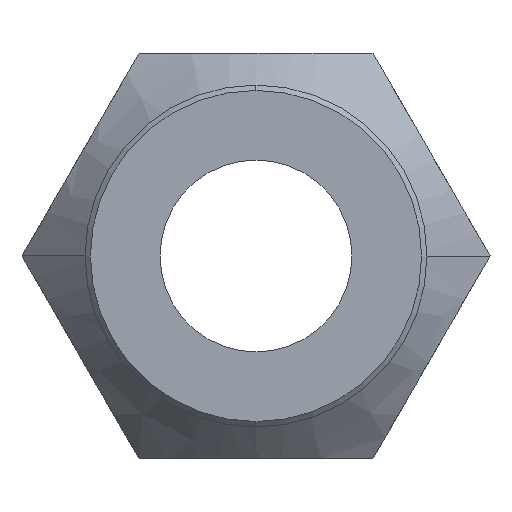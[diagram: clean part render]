
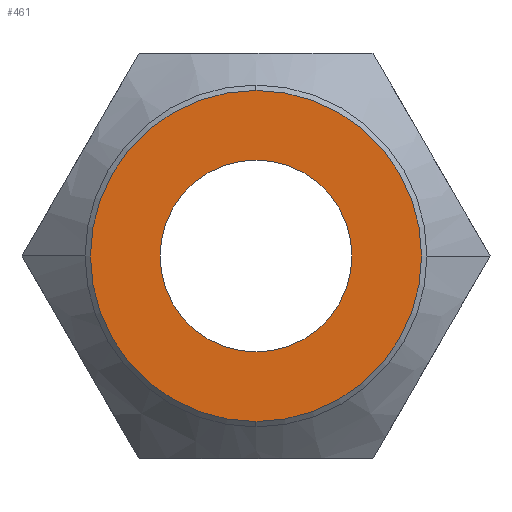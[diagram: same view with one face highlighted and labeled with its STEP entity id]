
A CAD part, front view. The second image highlights one B-rep face of the part: STEP entity #461.
In plain terms, the highlighted planar face has unit normal (0, -1, 0).
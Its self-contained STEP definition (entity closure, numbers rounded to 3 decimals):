
#108 = EDGE_CURVE ( 'NONE', #1203, #835, #317, .T. ) ;
#181 = CARTESIAN_POINT ( 'NONE',  ( 0., -21.8, 0. ) ) ;
#197 = CIRCLE ( 'NONE', #771, 4.5 ) ;
#223 = CARTESIAN_POINT ( 'NONE',  ( 0., -21.8, 7.763 ) ) ;
#317 = CIRCLE ( 'NONE', #1489, 7.763 ) ;
#330 = EDGE_CURVE ( 'NONE', #809, #407, #197, .T. ) ;
#367 = DIRECTION ( 'NONE',  ( 0., 1., 0. ) ) ;
#407 = VERTEX_POINT ( 'NONE', #1119 ) ;
#419 = ORIENTED_EDGE ( 'NONE', *, *, #1296, .T. ) ;
#455 = ORIENTED_EDGE ( 'NONE', *, *, #1361, .T. ) ;
#461 = ADVANCED_FACE ( 'NONE', ( #735, #564 ), #1312, .T. ) ;
#473 = CARTESIAN_POINT ( 'NONE',  ( 0., -21.8, 0. ) ) ;
#490 = CARTESIAN_POINT ( 'NONE',  ( -8.013, -21.8, 0. ) ) ;
#559 = CIRCLE ( 'NONE', #1218, 4.5 ) ;
#564 = FACE_OUTER_BOUND ( 'NONE', #786, .T. ) ;
#682 = DIRECTION ( 'NONE',  ( 0., -1., 0. ) ) ;
#735 = FACE_BOUND ( 'NONE', #1182, .T. ) ;
#755 = DIRECTION ( 'NONE',  ( 0., 0., -1. ) ) ;
#770 = CARTESIAN_POINT ( 'NONE',  ( 0., -21.8, -4.5 ) ) ;
#771 = AXIS2_PLACEMENT_3D ( 'NONE', #181, #1667, #823 ) ;
#786 = EDGE_LOOP ( 'NONE', ( #455, #1195 ) ) ;
#809 = VERTEX_POINT ( 'NONE', #770 ) ;
#823 = DIRECTION ( 'NONE',  ( 0., 0., 1. ) ) ;
#824 = DIRECTION ( 'NONE',  ( 0., 0., -1. ) ) ;
#835 = VERTEX_POINT ( 'NONE', #223 ) ;
#1100 = AXIS2_PLACEMENT_3D ( 'NONE', #490, #1442, #755 ) ;
#1119 = CARTESIAN_POINT ( 'NONE',  ( 0., -21.8, 4.5 ) ) ;
#1121 = ORIENTED_EDGE ( 'NONE', *, *, #330, .T. ) ;
#1182 = EDGE_LOOP ( 'NONE', ( #419, #1121 ) ) ;
#1186 = CARTESIAN_POINT ( 'NONE',  ( 0., -21.8, 0. ) ) ;
#1195 = ORIENTED_EDGE ( 'NONE', *, *, #108, .T. ) ;
#1203 = VERTEX_POINT ( 'NONE', #1680 ) ;
#1218 = AXIS2_PLACEMENT_3D ( 'NONE', #1186, #367, #1339 ) ;
#1296 = EDGE_CURVE ( 'NONE', #407, #809, #559, .T. ) ;
#1312 = PLANE ( 'NONE',  #1100 ) ;
#1339 = DIRECTION ( 'NONE',  ( 0., 0., 1. ) ) ;
#1361 = EDGE_CURVE ( 'NONE', #835, #1203, #1486, .T. ) ;
#1399 = DIRECTION ( 'NONE',  ( 0., -1., 0. ) ) ;
#1442 = DIRECTION ( 'NONE',  ( 0., -1., 0. ) ) ;
#1486 = CIRCLE ( 'NONE', #1683, 7.763 ) ;
#1489 = AXIS2_PLACEMENT_3D ( 'NONE', #473, #1399, #824 ) ;
#1560 = CARTESIAN_POINT ( 'NONE',  ( 0., -21.8, 0. ) ) ;
#1656 = DIRECTION ( 'NONE',  ( 0., 0., -1. ) ) ;
#1667 = DIRECTION ( 'NONE',  ( 0., 1., 0. ) ) ;
#1680 = CARTESIAN_POINT ( 'NONE',  ( 0., -21.8, -7.763 ) ) ;
#1683 = AXIS2_PLACEMENT_3D ( 'NONE', #1560, #682, #1656 ) ;
